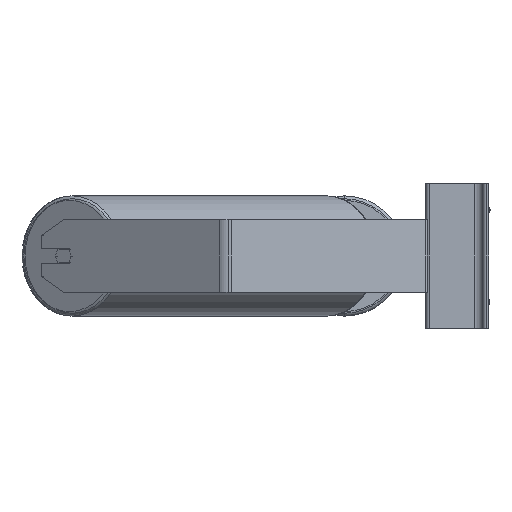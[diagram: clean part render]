
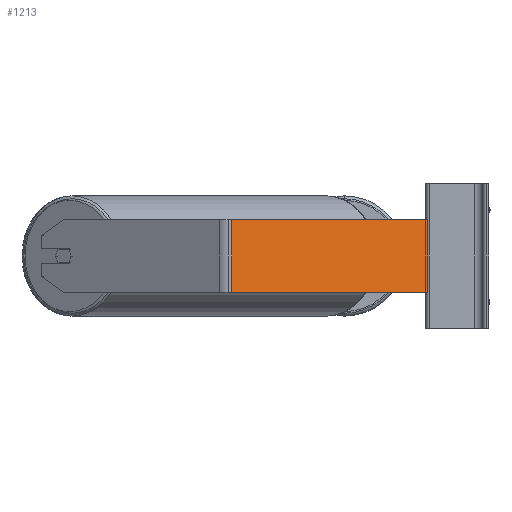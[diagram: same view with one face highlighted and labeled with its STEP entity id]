
A CAD part, left-side view. The second image highlights one B-rep face of the part: STEP entity #1213.
In plain terms, the highlighted planar face has unit normal (-0.966, -0.259, 0).
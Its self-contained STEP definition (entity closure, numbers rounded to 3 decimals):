
#507 = LINE ( 'NONE', #4103, #1803 ) ;
#665 = CARTESIAN_POINT ( 'NONE',  ( -847.513, 232.569, 40. ) ) ;
#766 = VERTEX_POINT ( 'NONE', #8792 ) ;
#839 = CARTESIAN_POINT ( 'NONE',  ( -787.727, 9.447, 40. ) ) ;
#989 = EDGE_LOOP ( 'NONE', ( #5727, #2118, #3396, #10504 ) ) ;
#1187 = EDGE_CURVE ( 'NONE', #8369, #7606, #507, .T. ) ;
#1213 = ADVANCED_FACE ( 'NONE', ( #9886 ), #1510, .F. ) ;
#1251 = DIRECTION ( 'NONE',  ( 0., 0., -1. ) ) ;
#1510 = PLANE ( 'NONE',  #8054 ) ;
#1803 = VECTOR ( 'NONE', #10835, 1000. ) ;
#2118 = ORIENTED_EDGE ( 'NONE', *, *, #2346, .F. ) ;
#2228 = VECTOR ( 'NONE', #2645, 1000. ) ;
#2346 = EDGE_CURVE ( 'NONE', #4548, #7606, #6827, .T. ) ;
#2645 = DIRECTION ( 'NONE',  ( 0.259, -0.966, 0. ) ) ;
#2959 = EDGE_CURVE ( 'NONE', #766, #8369, #7969, .T. ) ;
#3140 = DIRECTION ( 'NONE',  ( -0.259, 0.966, 0. ) ) ;
#3192 = DIRECTION ( 'NONE',  ( 0., 0., -1. ) ) ;
#3396 = ORIENTED_EDGE ( 'NONE', *, *, #9697, .F. ) ;
#4003 = VECTOR ( 'NONE', #3192, 1000. ) ;
#4103 = CARTESIAN_POINT ( 'NONE',  ( -847.513, 232.569, -40. ) ) ;
#4365 = CARTESIAN_POINT ( 'NONE',  ( -787.727, 9.447, 40. ) ) ;
#4548 = VERTEX_POINT ( 'NONE', #4365 ) ;
#4748 = CARTESIAN_POINT ( 'NONE',  ( -847.513, 232.569, 40. ) ) ;
#5621 = VECTOR ( 'NONE', #1251, 1000. ) ;
#5727 = ORIENTED_EDGE ( 'NONE', *, *, #1187, .T. ) ;
#6654 = DIRECTION ( 'NONE',  ( 0.966, 0.259, 0. ) ) ;
#6827 = LINE ( 'NONE', #839, #4003 ) ;
#7035 = CARTESIAN_POINT ( 'NONE',  ( -787.727, 9.447, -40. ) ) ;
#7606 = VERTEX_POINT ( 'NONE', #7035 ) ;
#7969 = LINE ( 'NONE', #9801, #5621 ) ;
#8054 = AXIS2_PLACEMENT_3D ( 'NONE', #665, #6654, #3140 ) ;
#8369 = VERTEX_POINT ( 'NONE', #10565 ) ;
#8792 = CARTESIAN_POINT ( 'NONE',  ( -845.582, 225.362, 40. ) ) ;
#8966 = LINE ( 'NONE', #4748, #2228 ) ;
#9697 = EDGE_CURVE ( 'NONE', #766, #4548, #8966, .T. ) ;
#9801 = CARTESIAN_POINT ( 'NONE',  ( -845.582, 225.362, 40. ) ) ;
#9886 = FACE_OUTER_BOUND ( 'NONE', #989, .T. ) ;
#10504 = ORIENTED_EDGE ( 'NONE', *, *, #2959, .T. ) ;
#10565 = CARTESIAN_POINT ( 'NONE',  ( -845.582, 225.362, -40. ) ) ;
#10835 = DIRECTION ( 'NONE',  ( 0.259, -0.966, 0. ) ) ;
